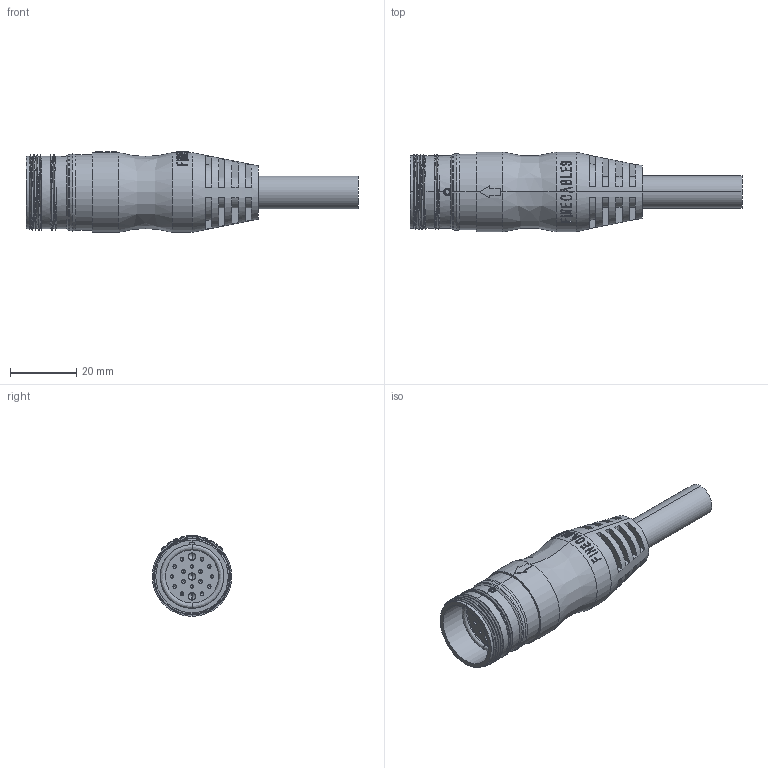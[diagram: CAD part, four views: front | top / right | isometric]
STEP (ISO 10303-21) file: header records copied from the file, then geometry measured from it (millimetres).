
FILE_DESCRIPTION (( 'STEP AP203' ), '1' );
FILE_NAME ('P370.STEP', '2020-04-15T07:11:48', ( 'edpusr' ), ( 'Microsoft' ), 'SwSTEP 2.0', 'SolidWorks 2015', '' );
FILE_SCHEMA (( 'CONFIG_CONTROL_DESIGN' ));
Length unit declared in the file: millimetre
Products named in the file (1): P370
Bounding box: 100 x 24 x 24.3 mm (x, y, z)
Volume: 25166.3 mm3; surface area: 9803.2 mm2
Topology: 2 solids, 2 shells, 526 faces, 1359 edges, 867 vertices
Faces by surface type: bspline 217, cylinder 133, plane 130, cone 46
Entity records: 34336 total; most frequent: CARTESIAN_POINT 22980, ORIENTED_EDGE 2642, DIRECTION 1775, EDGE_CURVE 1321, VERTEX_POINT 867, AXIS2_PLACEMENT_3D 622, EDGE_LOOP 596, LINE 531
